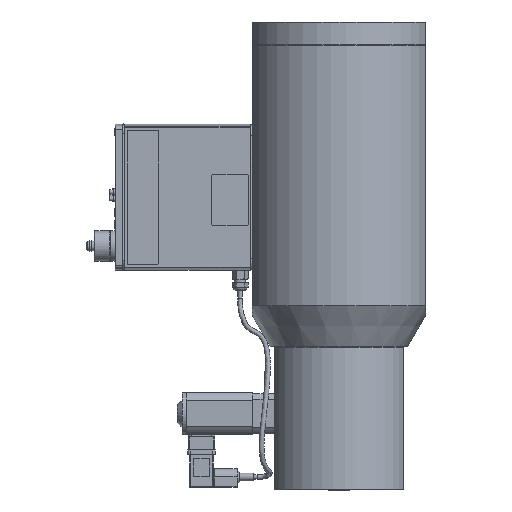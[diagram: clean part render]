
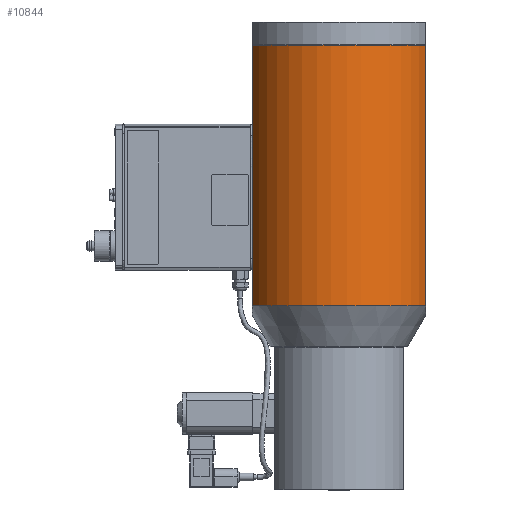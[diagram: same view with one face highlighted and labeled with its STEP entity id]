
A CAD part, left-side view. The second image highlights one B-rep face of the part: STEP entity #10844.
In plain terms, the highlighted cylindrical face has radius 59.75 mm (diameter 119.5 mm), a partial arc.
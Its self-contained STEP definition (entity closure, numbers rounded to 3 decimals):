
#811=LINE('',#18544,#1542);
#812=LINE('',#18566,#1543);
#1542=VECTOR('',#14288,10.);
#1543=VECTOR('',#14311,10.);
#1948=CYLINDRICAL_SURFACE('',#11889,59.75);
#2936=FACE_OUTER_BOUND('',#3620,.T.);
#3620=EDGE_LOOP('',(#8981,#8982,#8983,#8984));
#4312=CIRCLE('',#11890,59.75);
#4313=CIRCLE('',#11891,59.75);
#5150=VERTEX_POINT('',#18531);
#5154=VERTEX_POINT('',#18542);
#5163=VERTEX_POINT('',#18562);
#5164=VERTEX_POINT('',#18564);
#6509=EDGE_CURVE('',#5150,#5154,#811,.T.);
#6518=EDGE_CURVE('',#5163,#5150,#4312,.T.);
#6519=EDGE_CURVE('',#5154,#5164,#4313,.T.);
#6520=EDGE_CURVE('',#5164,#5163,#812,.T.);
#8981=ORIENTED_EDGE('',*,*,#6518,.T.);
#8982=ORIENTED_EDGE('',*,*,#6509,.T.);
#8983=ORIENTED_EDGE('',*,*,#6519,.T.);
#8984=ORIENTED_EDGE('',*,*,#6520,.T.);
#10844=ADVANCED_FACE('',(#2936),#1948,.T.);
#11889=AXIS2_PLACEMENT_3D('',#18561,#14305,#14306);
#11890=AXIS2_PLACEMENT_3D('',#18563,#14307,#14308);
#11891=AXIS2_PLACEMENT_3D('',#18565,#14309,#14310);
#14288=DIRECTION('',(0.,0.,1.));
#14305=DIRECTION('center_axis',(0.,0.,
-1.));
#14306=DIRECTION('ref_axis',(0.,1.,0.));
#14307=DIRECTION('center_axis',(0.,0.,
1.));
#14308=DIRECTION('ref_axis',(0.,1.,0.));
#14309=DIRECTION('center_axis',(0.,0.,
-1.));
#14310=DIRECTION('ref_axis',(-1.,0.,0.));
#14311=DIRECTION('',(0.,0.,-1.));
#18531=CARTESIAN_POINT('',(-20.149,-56.25,26.414));
#18542=CARTESIAN_POINT('',(-20.149,-56.25,195.7));
#18544=CARTESIAN_POINT('',(-20.149,-56.25,97.85));
#18561=CARTESIAN_POINT('Origin',(0.,0.,
97.85));
#18562=CARTESIAN_POINT('',(-20.149,56.25,26.414));
#18563=CARTESIAN_POINT('Origin',(0.,0.,
26.414));
#18564=CARTESIAN_POINT('',(-20.149,56.25,195.7));
#18565=CARTESIAN_POINT('Origin',(0.,0.,
195.7));
#18566=CARTESIAN_POINT('',(-20.149,56.25,97.85));
